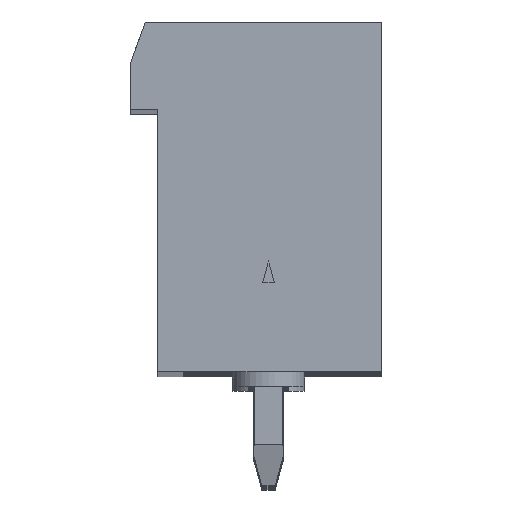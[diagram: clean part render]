
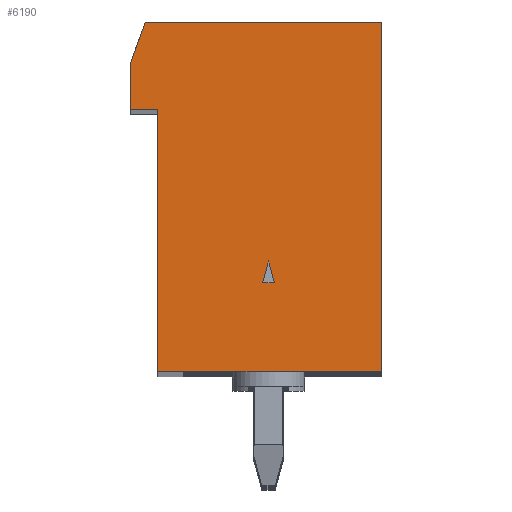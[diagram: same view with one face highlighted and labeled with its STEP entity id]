
A CAD part, top view. The second image highlights one B-rep face of the part: STEP entity #6190.
In plain terms, the highlighted planar face has unit normal (0, 0, 1).
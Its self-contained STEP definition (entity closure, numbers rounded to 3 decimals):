
#200=CARTESIAN_POINT('',(45.627,45.443,
   7.5));
#210=VERTEX_POINT('',#200);
#240=CARTESIAN_POINT('',(0.,45.443,
   7.5));
#250=DIRECTION('',(1.,0.,
   0.));
#260=VECTOR('',#250,1.);
#270=LINE('',#240,#260);
#280=CARTESIAN_POINT('',(36.627,45.443,
   7.5));
#290=VERTEX_POINT('',#280);
#300=EDGE_CURVE('',#290,#210,#270,.T.);
#5390=CARTESIAN_POINT('',(39.312,39.606,
   7.5));
#5400=DIRECTION('',(0.,0.,
   1.));
#5410=DIRECTION('',(1.,0.,
   0.));
#5420=AXIS2_PLACEMENT_3D('',#5390,#5400,#5410);
#5430=PLANE('',#5420);
#5440=CARTESIAN_POINT('',(0.,37.773,
   7.5));
#5450=DIRECTION('',(1.,0.,
   0.));
#5460=VECTOR('',#5450,1.);
#5470=LINE('',#5440,#5460);
#5480=CARTESIAN_POINT('',(36.627,37.773,
   7.5));
#5490=VERTEX_POINT('',#5480);
#5500=CARTESIAN_POINT('',(48.627,37.773,
   7.5));
#5510=VERTEX_POINT('',#5500);
#5520=EDGE_CURVE('',#5490,#5510,#5470,.T.);
#5530=ORIENTED_EDGE('',*,*,#5520,.T.);
#5540=CARTESIAN_POINT('',(36.627,0.,
   7.5));
#5550=DIRECTION('',(0.,1.,
   0.));
#5560=VECTOR('',#5550,1.);
#5570=LINE('',#5540,#5560);
#5580=EDGE_CURVE('',#5490,#290,#5570,.T.);
#5590=ORIENTED_EDGE('',*,*,#5580,.F.);
#5600=ORIENTED_EDGE('',*,*,#300,.F.);
#5610=CARTESIAN_POINT('',(45.627,0.,
   7.5));
#5620=DIRECTION('',(0.,1.,
   0.));
#5630=VECTOR('',#5620,1.);
#5640=LINE('',#5610,#5630);
#5650=CARTESIAN_POINT('',(45.627,46.373,
   7.5));
#5660=VERTEX_POINT('',#5650);
#5670=EDGE_CURVE('',#210,#5660,#5640,.T.);
#5680=ORIENTED_EDGE('',*,*,#5670,.F.);
#5690=CARTESIAN_POINT('',(0.,46.373,
   7.5));
#5700=DIRECTION('',(1.,0.,
   0.));
#5710=VECTOR('',#5700,1.);
#5720=LINE('',#5690,#5710);
#5730=CARTESIAN_POINT('',(47.253,46.373,
   7.5));
#5740=VERTEX_POINT('',#5730);
#5750=EDGE_CURVE('',#5660,#5740,#5720,.T.);
#5760=ORIENTED_EDGE('',*,*,#5750,.F.);
#5770=CARTESIAN_POINT('',(0.,63.571,
   7.5));
#5780=DIRECTION('',(0.94,-0.342,
   0.));
#5790=VECTOR('',#5780,1.);
#5800=LINE('',#5770,#5790);
#5810=CARTESIAN_POINT('',(48.627,45.873,
   7.5));
#5820=VERTEX_POINT('',#5810);
#5830=EDGE_CURVE('',#5740,#5820,#5800,.T.);
#5840=ORIENTED_EDGE('',*,*,#5830,.F.);
#5850=CARTESIAN_POINT('',(48.627,0.,
   7.5));
#5860=DIRECTION('',(0.,1.,
   0.));
#5870=VECTOR('',#5860,1.);
#5880=LINE('',#5850,#5870);
#5890=EDGE_CURVE('',#5510,#5820,#5880,.T.);
#5900=ORIENTED_EDGE('',*,*,#5890,.T.);
#5910=EDGE_LOOP('',(#5900,#5840,#5760,#5680,#5600,#5590,#5530));
#5920=FACE_OUTER_BOUND('',#5910,.T.);
#5930=CARTESIAN_POINT('',(39.677,0.,
   7.5));
#5940=DIRECTION('',(0.,-1.,
   0.));
#5950=VECTOR('',#5940,1.);
#5960=LINE('',#5930,#5950);
#5970=CARTESIAN_POINT('',(39.677,41.844,
   7.5));
#5980=VERTEX_POINT('',#5970);
#5990=CARTESIAN_POINT('',(39.677,41.442,
   7.5));
#6000=VERTEX_POINT('',#5990);
#6010=EDGE_CURVE('',#5980,#6000,#5960,.T.);
#6020=ORIENTED_EDGE('',*,*,#6010,.F.);
#6030=CARTESIAN_POINT('',(0.,30.81,
   7.5));
#6040=DIRECTION('',(0.966,0.259,
   0.));
#6050=VECTOR('',#6040,1.);
#6060=LINE('',#6030,#6050);
#6070=CARTESIAN_POINT('',(40.427,41.643,
   7.5));
#6080=VERTEX_POINT('',#6070);
#6090=EDGE_CURVE('',#6000,#6080,#6060,.T.);
#6100=ORIENTED_EDGE('',*,*,#6090,.F.);
#6110=CARTESIAN_POINT('',(0.,52.475,
   7.5));
#6120=DIRECTION('',(0.966,-0.259,
   0.));
#6130=VECTOR('',#6120,1.);
#6140=LINE('',#6110,#6130);
#6150=EDGE_CURVE('',#5980,#6080,#6140,.T.);
#6160=ORIENTED_EDGE('',*,*,#6150,.T.);
#6170=EDGE_LOOP('',(#6160,#6100,#6020));
#6180=FACE_BOUND('',#6170,.T.);
#6190=ADVANCED_FACE('',(#5920,#6180),#5430,.T.);
